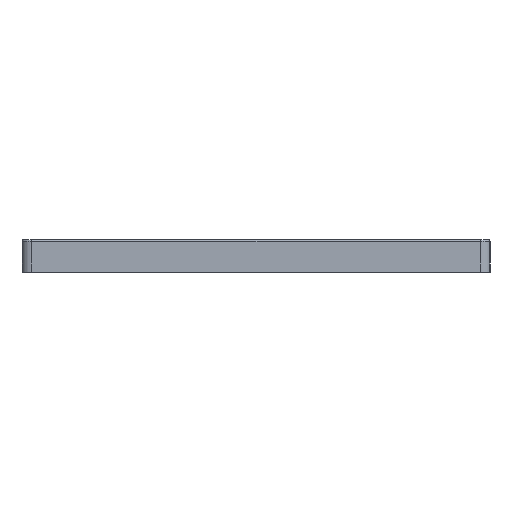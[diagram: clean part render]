
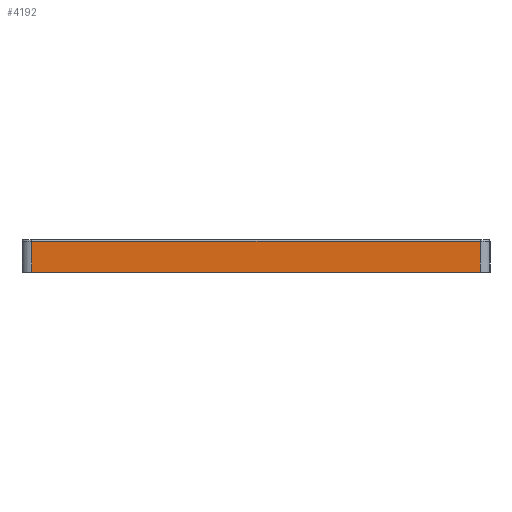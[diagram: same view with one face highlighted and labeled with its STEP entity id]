
A CAD part, left-side view. The second image highlights one B-rep face of the part: STEP entity #4192.
In plain terms, the highlighted planar face has unit normal (-1, 0, 0).
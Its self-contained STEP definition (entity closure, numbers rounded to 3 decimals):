
#162=PLANE('',#4699);
#395=FACE_OUTER_BOUND('',#671,.T.);
#671=EDGE_LOOP('',(#3828,#3829,#3830,#3831));
#963=LINE('',#7118,#1307);
#967=LINE('',#7139,#1311);
#995=LINE('',#7212,#1339);
#1004=LINE('',#7239,#1348);
#1307=VECTOR('',#5847,10.);
#1311=VECTOR('',#5873,10.);
#1339=VECTOR('',#5947,10.);
#1348=VECTOR('',#5982,10.);
#1983=VERTEX_POINT('',#7108);
#1985=VERTEX_POINT('',#7114);
#1992=VERTEX_POINT('',#7137);
#2014=VERTEX_POINT('',#7211);
#2548=EDGE_CURVE('',#1983,#1985,#963,.T.);
#2559=EDGE_CURVE('',#1992,#1983,#967,.T.);
#2598=EDGE_CURVE('',#1985,#2014,#995,.T.);
#2612=EDGE_CURVE('',#2014,#1992,#1004,.T.);
#3828=ORIENTED_EDGE('',*,*,#2548,.F.);
#3829=ORIENTED_EDGE('',*,*,#2559,.F.);
#3830=ORIENTED_EDGE('',*,*,#2612,.F.);
#3831=ORIENTED_EDGE('',*,*,#2598,.F.);
#4192=ADVANCED_FACE('',(#395),#162,.T.);
#4699=AXIS2_PLACEMENT_3D('',#7269,#6030,#6031);
#5847=DIRECTION('',(0.,-1.,0.));
#5873=DIRECTION('',(0.,0.,1.));
#5947=DIRECTION('',(0.,0.,-1.));
#5982=DIRECTION('',(0.,1.,0.));
#6030=DIRECTION('center_axis',(-1.,0.,0.));
#6031=DIRECTION('ref_axis',(0.,-1.,0.));
#7108=CARTESIAN_POINT('',(0.095,141.191,6.1));
#7114=CARTESIAN_POINT('',(0.095,3.365,6.1));
#7118=CARTESIAN_POINT('',(0.095,106.735,6.1));
#7137=CARTESIAN_POINT('',(0.095,141.191,-3.4));
#7139=CARTESIAN_POINT('',(0.095,141.191,0.));
#7211=CARTESIAN_POINT('',(0.095,3.365,-3.4));
#7212=CARTESIAN_POINT('',(0.095,3.365,0.));
#7239=CARTESIAN_POINT('',(0.095,3.365,-3.4));
#7269=CARTESIAN_POINT('Origin',(0.095,141.191,0.));
